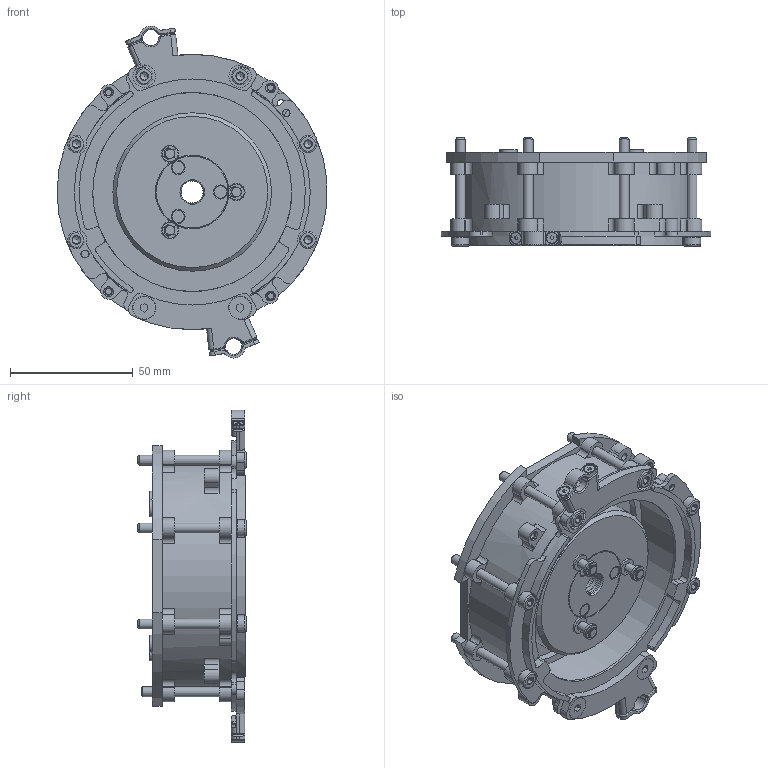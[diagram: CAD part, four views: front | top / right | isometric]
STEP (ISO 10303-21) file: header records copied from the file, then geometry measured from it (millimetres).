
FILE_DESCRIPTION(/* description */ (''),/* implementation_level */ '2;1');
FILE_NAME(/* name */ 'ACWA-0045_bati_slave.step',/* time_stamp */ '2024-02-29T15:12:34+01:00',/* author */ (''),/* organization */ (''),/* preprocessor_version */ 'ST-DEVELOPER v20',/* originating_system */ 'Autodesk Translation Framework v12.20.1.177',/* authorisation */ '');
FILE_SCHEMA (('AUTOMOTIVE_DESIGN { 1 0 10303 214 3 1 1 }'));
Length unit declared in the file: millimetre
Products named in the file (1): ACWA-0045 (1) (1)
Bounding box: 109.83 x 44 x 135.07 mm (x, y, z)
Volume: 105203.2 mm3; surface area: 91072.9 mm2
Topology: 39 solids, 50 shells, 1362 faces, 3413 edges, 2197 vertices
Faces by surface type: plane 549, cylinder 529, cone 238, bspline 24, torus 22
Full cylindrical faces by diameter (mm): 2 x4, 2.05 x7, 2.3 x3, 2.5 x18, 2.7 x4, 3 x16, 3.2 x16, 4 x23, 4.2 x12, 4.3 x24, 5 x3, 5.5 x3, 6.5 x19, 7 x13, 8.9 x3, 9 x2, 9.4 x1, 12.2 x1, 14.3 x2, 19 x1, 23 x1, 29.8 x1, 30 x1, 59 x1, 64.5 x1, 81 x1, 86 x1, 86.15 x1, 90.5 x1, 92.075 x1
Entity records: 44445 total; most frequent: CARTESIAN_POINT 10675, DIRECTION 7347, ORIENTED_EDGE 6764, EDGE_CURVE 3393, AXIS2_PLACEMENT_3D 2829, VERTEX_POINT 2197, LINE 1689, VECTOR 1689
